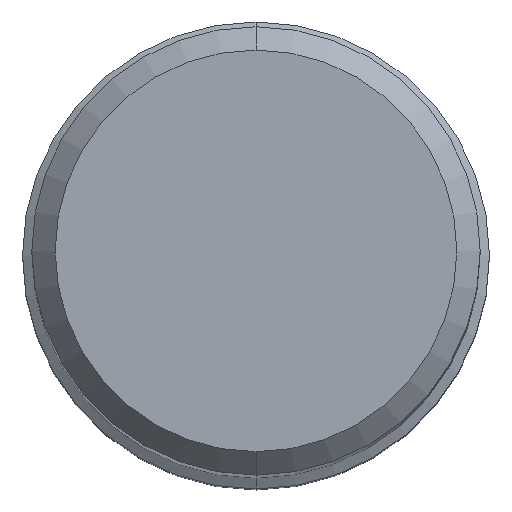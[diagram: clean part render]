
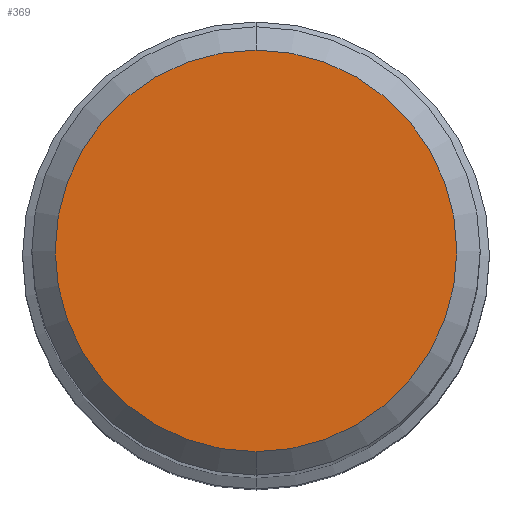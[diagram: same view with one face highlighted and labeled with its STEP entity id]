
A CAD part, top view. The second image highlights one B-rep face of the part: STEP entity #369.
In plain terms, the highlighted planar face has unit normal (0, 0, 1).
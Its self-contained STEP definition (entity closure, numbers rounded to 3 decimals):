
#227=VERTEX_POINT('',#616);
#369=ADVANCED_FACE('',(#772),#773,.T.);
#471=EDGE_CURVE('',#227,#529,#888,.T.);
#529=VERTEX_POINT('',#949);
#539=EDGE_CURVE('',#529,#227,#960,.T.);
#616=CARTESIAN_POINT('',(0.,-4.3,0.));
#772=FACE_OUTER_BOUND('',#1326,.T.);
#773=PLANE('',#1327);
#888=CIRCLE('',#1560,4.3);
#949=CARTESIAN_POINT('',(0.0,4.3,0.));
#960=CIRCLE('',#1716,4.3);
#1326=EDGE_LOOP('',(#2002,#2003));
#1327=AXIS2_PLACEMENT_3D('',#2004,#2005,#2006);
#1560=AXIS2_PLACEMENT_3D('',#2121,#2122,#2123);
#1716=AXIS2_PLACEMENT_3D('',#2183,#2184,#2185);
#2002=ORIENTED_EDGE('',*,*,#539,.F.);
#2003=ORIENTED_EDGE('',*,*,#471,.F.);
#2004=CARTESIAN_POINT('',(0.0,2.15,0.));
#2005=DIRECTION('',(-0.0,0.0,1.0));
#2006=DIRECTION('',(0.0,-1.0,0.0));
#2121=CARTESIAN_POINT('',(0.0,0.0,0.));
#2122=DIRECTION('',(0.0,0.0,-1.0));
#2123=DIRECTION('',(0.0,1.0,0.0));
#2183=CARTESIAN_POINT('',(0.0,0.0,0.));
#2184=DIRECTION('',(0.0,0.0,-1.0));
#2185=DIRECTION('',(0.0,1.0,0.0));
